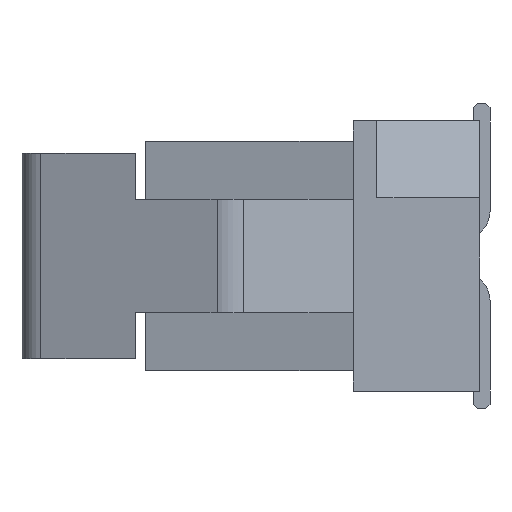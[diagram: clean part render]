
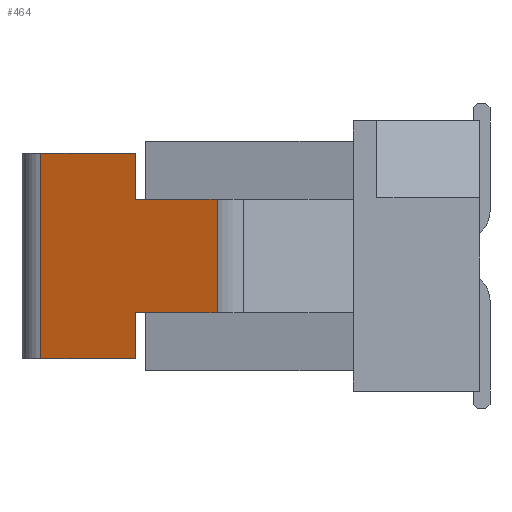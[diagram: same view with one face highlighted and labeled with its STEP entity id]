
A CAD part, left-side view. The second image highlights one B-rep face of the part: STEP entity #464.
In plain terms, the highlighted planar face has unit normal (-0.94, 0.342, 0).
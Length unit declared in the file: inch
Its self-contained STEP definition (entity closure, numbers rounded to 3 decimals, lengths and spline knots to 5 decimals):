
#464 = ADVANCED_FACE( '', ( #1089 ), #1090, .F. );
#1089 = FACE_OUTER_BOUND( '', #1892, .T. );
#1090 = PLANE( '', #1893 );
#1892 = EDGE_LOOP( '', ( #3030, #3031, #3032, #3033, #3034, #3035, #3036, #3037 ) );
#1893 = AXIS2_PLACEMENT_3D( '', #3038, #3039, #3040 );
#3030 = ORIENTED_EDGE( '', *, *, #5254, .T. );
#3031 = ORIENTED_EDGE( '', *, *, #5391, .T. );
#3032 = ORIENTED_EDGE( '', *, *, #5392, .F. );
#3033 = ORIENTED_EDGE( '', *, *, #5393, .T. );
#3034 = ORIENTED_EDGE( '', *, *, #5136, .F. );
#3035 = ORIENTED_EDGE( '', *, *, #5394, .F. );
#3036 = ORIENTED_EDGE( '', *, *, #5395, .F. );
#3037 = ORIENTED_EDGE( '', *, *, #5396, .F. );
#3038 = CARTESIAN_POINT( '', ( -0.32471, 0.42658, 0.055 ) );
#3039 = DIRECTION( '', ( 0.94, -0.342, 0. ) );
#3040 = DIRECTION( '', ( 0.342, 0.94, 0. ) );
#5136 = EDGE_CURVE( '', #6207, #6202, #6209, .T. );
#5254 = EDGE_CURVE( '', #6420, #6418, #6421, .T. );
#5391 = EDGE_CURVE( '', #6418, #6649, #6650, .T. );
#5392 = EDGE_CURVE( '', #6651, #6649, #6652, .T. );
#5393 = EDGE_CURVE( '', #6651, #6202, #6653, .T. );
#5394 = EDGE_CURVE( '', #6654, #6207, #6655, .T. );
#5395 = EDGE_CURVE( '', #6656, #6654, #6657, .T. );
#5396 = EDGE_CURVE( '', #6420, #6656, #6658, .T. );
#6202 = VERTEX_POINT( '', #7766 );
#6207 = VERTEX_POINT( '', #7772 );
#6209 = LINE( '', #7774, #7775 );
#6418 = VERTEX_POINT( '', #8073 );
#6420 = VERTEX_POINT( '', #8075 );
#6421 = LINE( '', #8076, #8077 );
#6649 = VERTEX_POINT( '', #8406 );
#6650 = LINE( '', #8407, #8408 );
#6651 = VERTEX_POINT( '', #8409 );
#6652 = LINE( '', #8410, #8411 );
#6653 = LINE( '', #8412, #8413 );
#6654 = VERTEX_POINT( '', #8414 );
#6655 = LINE( '', #8415, #8416 );
#6656 = VERTEX_POINT( '', #8417 );
#6657 = LINE( '', #8418, #8419 );
#6658 = LINE( '', #8420, #8421 );
#7766 = CARTESIAN_POINT( '', ( -0.38703, 0.25534, -0.055 ) );
#7772 = CARTESIAN_POINT( '', ( -0.38703, 0.25534, 0.055 ) );
#7774 = CARTESIAN_POINT( '', ( -0.38703, 0.25534, 0.055 ) );
#7775 = VECTOR( '', #9869, 39.37008 );
#8073 = CARTESIAN_POINT( '', ( -0.32471, 0.42658, -0.1 ) );
#8075 = CARTESIAN_POINT( '', ( -0.32471, 0.42658, 0.1 ) );
#8076 = CARTESIAN_POINT( '', ( -0.32471, 0.42658, 0.055 ) );
#8077 = VECTOR( '', #9989, 39.37008 );
#8406 = CARTESIAN_POINT( '', ( -0.35804, 0.335, -0.1 ) );
#8407 = CARTESIAN_POINT( '', ( -0.32471, 0.42658, -0.1 ) );
#8408 = VECTOR( '', #10109, 39.37008 );
#8409 = CARTESIAN_POINT( '', ( -0.35804, 0.335, -0.055 ) );
#8410 = CARTESIAN_POINT( '', ( -0.35804, 0.335, 0.1 ) );
#8411 = VECTOR( '', #10110, 39.37008 );
#8412 = CARTESIAN_POINT( '', ( -0.32471, 0.42658, -0.055 ) );
#8413 = VECTOR( '', #10111, 39.37008 );
#8414 = CARTESIAN_POINT( '', ( -0.35804, 0.335, 0.055 ) );
#8415 = CARTESIAN_POINT( '', ( -0.32471, 0.42658, 0.055 ) );
#8416 = VECTOR( '', #10112, 39.37008 );
#8417 = CARTESIAN_POINT( '', ( -0.35804, 0.335, 0.1 ) );
#8418 = CARTESIAN_POINT( '', ( -0.35804, 0.335, 0.1 ) );
#8419 = VECTOR( '', #10113, 39.37008 );
#8420 = CARTESIAN_POINT( '', ( -0.32471, 0.42658, 0.1 ) );
#8421 = VECTOR( '', #10114, 39.37008 );
#9869 = DIRECTION( '', ( 0., 0., -1. ) );
#9989 = DIRECTION( '', ( 0., 0., -1. ) );
#10109 = DIRECTION( '', ( -0.342, -0.94, 0. ) );
#10110 = DIRECTION( '', ( 0., 0., -1. ) );
#10111 = DIRECTION( '', ( -0.342, -0.94, 0. ) );
#10112 = DIRECTION( '', ( -0.342, -0.94, 0. ) );
#10113 = DIRECTION( '', ( 0., 0., -1. ) );
#10114 = DIRECTION( '', ( -0.342, -0.94, 0. ) );
